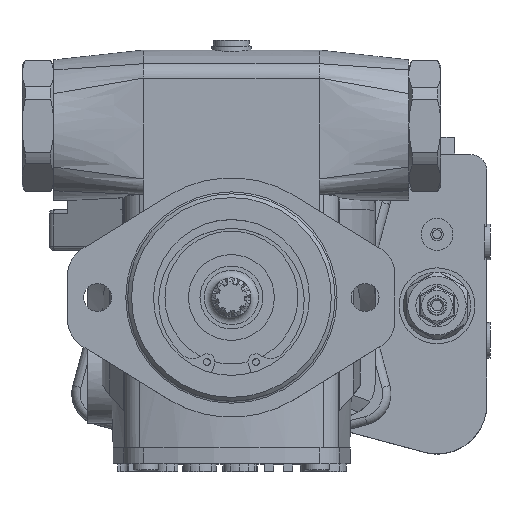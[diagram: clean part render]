
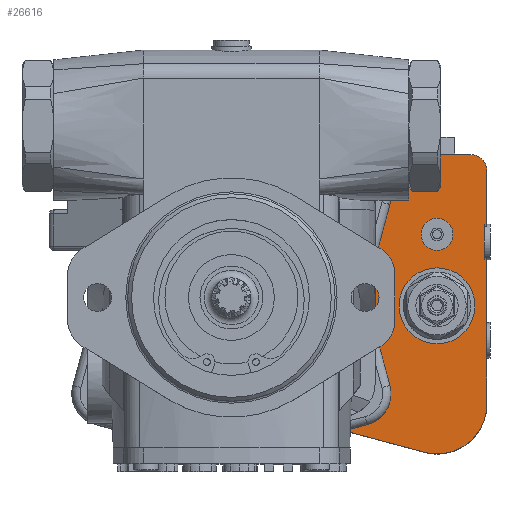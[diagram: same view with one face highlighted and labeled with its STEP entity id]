
A CAD part, top view. The second image highlights one B-rep face of the part: STEP entity #26616.
In plain terms, the highlighted planar face has unit normal (0, 0, -1).
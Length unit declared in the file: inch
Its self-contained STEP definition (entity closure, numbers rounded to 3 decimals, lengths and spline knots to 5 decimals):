
#26069=CARTESIAN_POINT('',(3.75,2.25,-6.278));
#26070=VERTEX_POINT('',#26069);
#26077=CARTESIAN_POINT('',(1.37811,2.25,-6.278));
#26078=VERTEX_POINT('',#26077);
#26079=CARTESIAN_POINT('',(1.37811,2.25,-6.278));
#26080=DIRECTION('',(1.0,0.0,0.0));
#26081=VECTOR('',#26080,2.37189);
#26082=LINE('',#26079,#26081);
#26083=EDGE_CURVE('',#26078,#26070,#26082,.T.);
#26113=CARTESIAN_POINT('',(4.0,2.,-6.278));
#26114=VERTEX_POINT('',#26113);
#26115=CARTESIAN_POINT('',(3.75,2.0,-6.278));
#26116=DIRECTION('',(0.0,0.0,1.0));
#26117=DIRECTION('',(1.0,0.0,0.0));
#26118=AXIS2_PLACEMENT_3D('',#26115,#26116,#26117);
#26119=CIRCLE('',#26118,0.25);
#26120=EDGE_CURVE('',#26114,#26070,#26119,.T.);
#26138=CARTESIAN_POINT('',(4.0,1.11812,-6.278));
#26139=VERTEX_POINT('',#26138);
#26140=CARTESIAN_POINT('',(4.0,0.64188,-6.278));
#26141=VERTEX_POINT('',#26140);
#26149=CARTESIAN_POINT('',(4.0,2.,-6.278));
#26150=DIRECTION('',(0.0,-1.0,0.0));
#26151=VECTOR('',#26150,0.88188);
#26152=LINE('',#26149,#26151);
#26153=EDGE_CURVE('',#26114,#26139,#26152,.T.);
#26157=CARTESIAN_POINT('',(4.0,-1.66,-6.278));
#26158=VERTEX_POINT('',#26157);
#26165=CARTESIAN_POINT('',(4.0,0.64188,-6.278));
#26166=DIRECTION('',(0.0,-1.0,0.0));
#26167=VECTOR('',#26166,2.30188);
#26168=LINE('',#26165,#26167);
#26169=EDGE_CURVE('',#26141,#26158,#26168,.T.);
#26210=CARTESIAN_POINT('',(3.815,-0.12,-6.278));
#26211=VERTEX_POINT('',#26210);
#26212=CARTESIAN_POINT('',(3.22,-0.12,-6.278));
#26213=DIRECTION('',(0.0,0.0,1.0));
#26214=DIRECTION('',(1.0,0.0,0.0));
#26215=AXIS2_PLACEMENT_3D('',#26212,#26213,#26214);
#26216=CIRCLE('',#26215,0.595);
#26217=EDGE_CURVE('',#26211,#26211,#26216,.T.);
#26230=CARTESIAN_POINT('',(3.96,1.11812,-6.278));
#26231=VERTEX_POINT('',#26230);
#26232=CARTESIAN_POINT('',(3.96,0.64188,-6.278));
#26233=VERTEX_POINT('',#26232);
#26234=CARTESIAN_POINT('',(3.96,1.11812,-6.278));
#26235=DIRECTION('',(0.0,-1.0,0.0));
#26236=VECTOR('',#26235,0.47624);
#26237=LINE('',#26234,#26236);
#26238=EDGE_CURVE('',#26231,#26233,#26237,.T.);
#26267=CARTESIAN_POINT('',(3.96,0.64188,-6.278));
#26268=DIRECTION('',(1.0,0.0,0.0));
#26269=VECTOR('',#26268,0.04);
#26270=LINE('',#26267,#26269);
#26271=EDGE_CURVE('',#26233,#26141,#26270,.T.);
#26274=CARTESIAN_POINT('',(4.0,1.11812,-6.278));
#26275=DIRECTION('',(-1.0,0.0,0.0));
#26276=VECTOR('',#26275,0.04);
#26277=LINE('',#26274,#26276);
#26278=EDGE_CURVE('',#26139,#26231,#26277,.T.);
#26298=CARTESIAN_POINT('',(1.60587,2.22001,-6.278));
#26299=VERTEX_POINT('',#26298);
#26306=CARTESIAN_POINT('',(2.12941,2.07973,-6.278));
#26307=VERTEX_POINT('',#26306);
#26308=CARTESIAN_POINT('',(1.60587,2.22001,-6.278));
#26309=DIRECTION('',(0.966,-0.259,0.0));
#26310=VECTOR('',#26309,0.54201);
#26311=LINE('',#26308,#26310);
#26312=EDGE_CURVE('',#26299,#26307,#26311,.T.);
#26338=CARTESIAN_POINT('',(2.48296,1.46736,-6.278));
#26339=VERTEX_POINT('',#26338);
#26340=CARTESIAN_POINT('',(2.0,1.59677,-6.278));
#26341=DIRECTION('',(0.0,0.0,-1.0));
#26342=DIRECTION('',(0.259,0.966,0.0));
#26343=AXIS2_PLACEMENT_3D('',#26340,#26341,#26342);
#26344=CIRCLE('',#26343,0.5);
#26345=EDGE_CURVE('',#26307,#26339,#26344,.T.);
#26368=CARTESIAN_POINT('',(2.25,0.59793,-6.278));
#26369=VERTEX_POINT('',#26368);
#26370=CARTESIAN_POINT('',(2.48296,1.46736,-6.278));
#26371=DIRECTION('',(-0.259,-0.966,0.0));
#26372=VECTOR('',#26371,0.9001);
#26373=LINE('',#26370,#26372);
#26374=EDGE_CURVE('',#26339,#26369,#26373,.T.);
#26397=CARTESIAN_POINT('',(2.25,-0.49773,-6.278));
#26398=VERTEX_POINT('',#26397);
#26399=CARTESIAN_POINT('',(2.25,0.59793,-6.278));
#26400=DIRECTION('',(0.0,-1.0,0.0));
#26401=VECTOR('',#26400,1.09566);
#26402=LINE('',#26399,#26401);
#26403=EDGE_CURVE('',#26369,#26398,#26402,.T.);
#26428=CARTESIAN_POINT('',(2.48296,-1.36716,-6.278));
#26429=VERTEX_POINT('',#26428);
#26430=CARTESIAN_POINT('',(2.25,-0.49773,-6.278));
#26431=DIRECTION('',(0.259,-0.966,0.0));
#26432=VECTOR('',#26431,0.9001);
#26433=LINE('',#26430,#26432);
#26434=EDGE_CURVE('',#26398,#26429,#26433,.T.);
#26458=CARTESIAN_POINT('',(1.37811,1.37,-6.278));
#26459=DIRECTION('',(0.0,0.0,-1.0));
#26460=DIRECTION('',(0.0,1.0,0.0));
#26461=AXIS2_PLACEMENT_3D('',#26458,#26459,#26460);
#26462=CIRCLE('',#26461,0.88);
#26463=EDGE_CURVE('',#26078,#26299,#26462,.T.);
#26474=CARTESIAN_POINT('',(3.01812,-2.41342,-6.278));
#26475=VERTEX_POINT('',#26474);
#26476=CARTESIAN_POINT('',(3.22,-1.66,-6.278));
#26477=DIRECTION('',(0.0,0.0,1.0));
#26478=DIRECTION('',(-0.259,-0.966,0.0));
#26479=AXIS2_PLACEMENT_3D('',#26476,#26477,#26478);
#26480=CIRCLE('',#26479,0.78);
#26481=EDGE_CURVE('',#26475,#26158,#26480,.T.);
#26501=CARTESIAN_POINT('',(1.76411,-2.07741,-6.278));
#26502=VERTEX_POINT('',#26501);
#26503=CARTESIAN_POINT('',(3.01812,-2.41342,-6.278));
#26504=DIRECTION('',(-0.966,0.259,0.0));
#26505=VECTOR('',#26504,1.29825);
#26506=LINE('',#26503,#26505);
#26507=EDGE_CURVE('',#26475,#26502,#26506,.T.);
#26533=CARTESIAN_POINT('',(2.12941,-1.97953,-6.278));
#26534=VERTEX_POINT('',#26533);
#26541=CARTESIAN_POINT('',(1.76411,-2.07741,-6.278));
#26542=DIRECTION('',(0.966,0.259,0.0));
#26543=VECTOR('',#26542,0.37819);
#26544=LINE('',#26541,#26543);
#26545=EDGE_CURVE('',#26502,#26534,#26544,.T.);
#26567=CARTESIAN_POINT('',(2.0,-1.49657,-6.278));
#26568=DIRECTION('',(0.0,0.0,-1.0));
#26569=DIRECTION('',(0.966,0.259,0.0));
#26570=AXIS2_PLACEMENT_3D('',#26567,#26568,#26569);
#26571=CIRCLE('',#26570,0.5);
#26572=EDGE_CURVE('',#26429,#26534,#26571,.T.);
#26578=CARTESIAN_POINT('',(2.68906,-2.53451,-6.278));
#26579=DIRECTION('',(0.0,0.0,1.0));
#26580=DIRECTION('',(1.0,0.0,0.0));
#26581=AXIS2_PLACEMENT_3D('',#26578,#26579,#26580);
#26582=PLANE('',#26581);
#26583=ORIENTED_EDGE('',*,*,#26238,.T.);
#26584=ORIENTED_EDGE('',*,*,#26271,.T.);
#26585=ORIENTED_EDGE('',*,*,#26169,.T.);
#26586=ORIENTED_EDGE('',*,*,#26481,.F.);
#26587=ORIENTED_EDGE('',*,*,#26507,.T.);
#26588=ORIENTED_EDGE('',*,*,#26545,.T.);
#26589=ORIENTED_EDGE('',*,*,#26572,.F.);
#26590=ORIENTED_EDGE('',*,*,#26434,.F.);
#26591=ORIENTED_EDGE('',*,*,#26403,.F.);
#26592=ORIENTED_EDGE('',*,*,#26374,.F.);
#26593=ORIENTED_EDGE('',*,*,#26345,.F.);
#26594=ORIENTED_EDGE('',*,*,#26312,.F.);
#26595=ORIENTED_EDGE('',*,*,#26463,.F.);
#26596=ORIENTED_EDGE('',*,*,#26083,.T.);
#26597=ORIENTED_EDGE('',*,*,#26120,.F.);
#26598=ORIENTED_EDGE('',*,*,#26153,.T.);
#26599=ORIENTED_EDGE('',*,*,#26278,.T.);
#26600=EDGE_LOOP('',(#26583,#26584,#26585,#26586,#26587,#26588,#26589,#26590,#26591,#26592,#26593,#26594,#26595,#26596,#26597,#26598,#26599));
#26601=FACE_OUTER_BOUND('',#26600,.T.);
#26602=ORIENTED_EDGE('',*,*,#26217,.T.);
#26603=EDGE_LOOP('',(#26602));
#26604=FACE_BOUND('',#26603,.T.);
#26605=CARTESIAN_POINT('',(2.97,1.0,-6.278));
#26606=VERTEX_POINT('',#26605);
#26607=CARTESIAN_POINT('',(3.22,1.0,-6.278));
#26608=DIRECTION('',(0.0,0.0,-1.0));
#26609=DIRECTION('',(-1.0,0.0,0.0));
#26610=AXIS2_PLACEMENT_3D('',#26607,#26608,#26609);
#26611=CIRCLE('',#26610,0.25);
#26612=EDGE_CURVE('',#26606,#26606,#26611,.T.);
#26613=ORIENTED_EDGE('',*,*,#26612,.F.);
#26614=EDGE_LOOP('',(#26613));
#26615=FACE_BOUND('',#26614,.T.);
#26616=ADVANCED_FACE('',(#26601,#26604,#26615),#26582,.F.);
